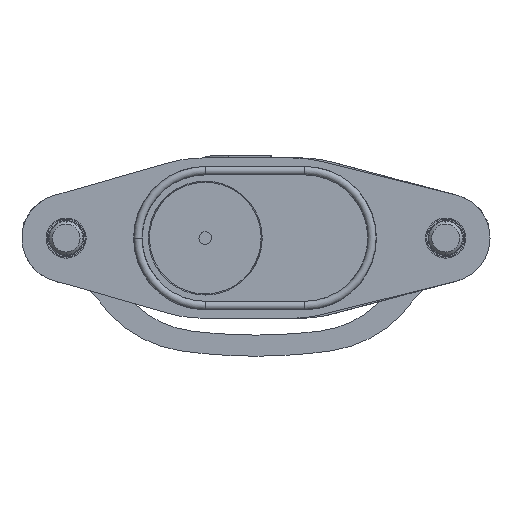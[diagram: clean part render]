
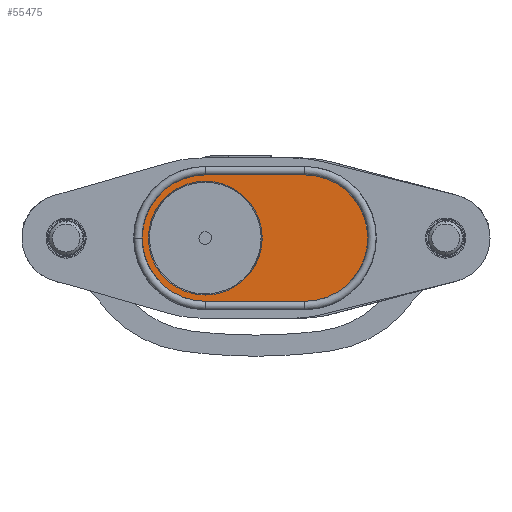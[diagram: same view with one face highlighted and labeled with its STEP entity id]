
A CAD part, front view. The second image highlights one B-rep face of the part: STEP entity #55475.
In plain terms, the highlighted planar face has unit normal (0, -1, 0).
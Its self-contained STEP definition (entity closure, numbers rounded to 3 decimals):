
#784 = DIRECTION ( 'NONE',  ( 0., 0., 1. ) ) ;
#1760 = CARTESIAN_POINT ( 'NONE',  ( -10., 0., 15. ) ) ;
#3842 = DIRECTION ( 'NONE',  ( 0., 1., 0. ) ) ;
#4312 = CARTESIAN_POINT ( 'NONE',  ( -10., 0., 0. ) ) ;
#4866 = CARTESIAN_POINT ( 'NONE',  ( -10., 0., 15. ) ) ;
#6430 = LINE ( 'NONE', #4866, #29094 ) ;
#6909 = AXIS2_PLACEMENT_3D ( 'NONE', #17189, #35369, #784 ) ;
#9602 = DIRECTION ( 'NONE',  ( 0., 0., 1. ) ) ;
#10088 = EDGE_CURVE ( 'NONE', #56757, #53432, #28528, .T. ) ;
#10113 = DIRECTION ( 'NONE',  ( 0., -1., 0. ) ) ;
#10315 = EDGE_CURVE ( 'NONE', #28085, #58056, #6430, .T. ) ;
#13873 = CARTESIAN_POINT ( 'NONE',  ( -25., 0., 0. ) ) ;
#14080 = DIRECTION ( 'NONE',  ( 0., 1., 0. ) ) ;
#14593 = CARTESIAN_POINT ( 'NONE',  ( -10., 0., -13.5 ) ) ;
#15921 = DIRECTION ( 'NONE',  ( 0., 0., -1. ) ) ;
#17017 = ORIENTED_EDGE ( 'NONE', *, *, #62832, .T. ) ;
#17189 = CARTESIAN_POINT ( 'NONE',  ( -10., 0., 0. ) ) ;
#17528 = EDGE_CURVE ( 'NONE', #28085, #63276, #56051, .T. ) ;
#17909 = VERTEX_POINT ( 'NONE', #14593 ) ;
#19848 = FACE_BOUND ( 'NONE', #68051, .T. ) ;
#19926 = DIRECTION ( 'NONE',  ( 0., 0., 1. ) ) ;
#20424 = PLANE ( 'NONE',  #21467 ) ;
#21467 = AXIS2_PLACEMENT_3D ( 'NONE', #60978, #14080, #19926 ) ;
#26348 = ORIENTED_EDGE ( 'NONE', *, *, #10088, .F. ) ;
#27089 = AXIS2_PLACEMENT_3D ( 'NONE', #4312, #10113, #15921 ) ;
#27400 = CARTESIAN_POINT ( 'NONE',  ( -10., 0., 13.5 ) ) ;
#28085 = VERTEX_POINT ( 'NONE', #1760 ) ;
#28528 = LINE ( 'NONE', #43021, #62816 ) ;
#29094 = VECTOR ( 'NONE', #62431, 1000. ) ;
#30809 = ORIENTED_EDGE ( 'NONE', *, *, #10315, .F. ) ;
#30900 = CIRCLE ( 'NONE', #66526, 15. ) ;
#31417 = DIRECTION ( 'NONE',  ( 0., 0., 1. ) ) ;
#33375 = FACE_OUTER_BOUND ( 'NONE', #46805, .T. ) ;
#35369 = DIRECTION ( 'NONE',  ( 0., 1., 0. ) ) ;
#39021 = DIRECTION ( 'NONE',  ( 0., 1., 0. ) ) ;
#39253 = VERTEX_POINT ( 'NONE', #27400 ) ;
#39792 = CIRCLE ( 'NONE', #54283, 13.5 ) ;
#43021 = CARTESIAN_POINT ( 'NONE',  ( 13.5, 0., -15. ) ) ;
#45104 = AXIS2_PLACEMENT_3D ( 'NONE', #74240, #39021, #62391 ) ;
#46805 = EDGE_LOOP ( 'NONE', ( #66341, #49526, #26348, #55230, #30809 ) ) ;
#49526 = ORIENTED_EDGE ( 'NONE', *, *, #53630, .F. ) ;
#53166 = CIRCLE ( 'NONE', #6909, 13.5 ) ;
#53432 = VERTEX_POINT ( 'NONE', #57842 ) ;
#53630 = EDGE_CURVE ( 'NONE', #53432, #63276, #30900, .T. ) ;
#54283 = AXIS2_PLACEMENT_3D ( 'NONE', #55728, #3842, #9602 ) ;
#55230 = ORIENTED_EDGE ( 'NONE', *, *, #63716, .F. ) ;
#55475 = ADVANCED_FACE ( 'NONE', ( #33375, #19848 ), #20424, .F. ) ;
#55728 = CARTESIAN_POINT ( 'NONE',  ( -10., 0., 0. ) ) ;
#56033 = CIRCLE ( 'NONE', #45104, 15. ) ;
#56051 = CIRCLE ( 'NONE', #27089, 15. ) ;
#56757 = VERTEX_POINT ( 'NONE', #59739 ) ;
#57842 = CARTESIAN_POINT ( 'NONE',  ( -10., 0., -15. ) ) ;
#58056 = VERTEX_POINT ( 'NONE', #63815 ) ;
#58118 = EDGE_CURVE ( 'NONE', #39253, #17909, #53166, .T. ) ;
#59739 = CARTESIAN_POINT ( 'NONE',  ( 13.5, 0., -15. ) ) ;
#60126 = DIRECTION ( 'NONE',  ( 0., 1., 0. ) ) ;
#60536 = DIRECTION ( 'NONE',  ( -1., 0., 0. ) ) ;
#60978 = CARTESIAN_POINT ( 'NONE',  ( -10.5, 0., 11. ) ) ;
#62391 = DIRECTION ( 'NONE',  ( 0., 0., 1. ) ) ;
#62431 = DIRECTION ( 'NONE',  ( 1., 0., 0. ) ) ;
#62816 = VECTOR ( 'NONE', #60536, 1000. ) ;
#62832 = EDGE_CURVE ( 'NONE', #17909, #39253, #39792, .T. ) ;
#63276 = VERTEX_POINT ( 'NONE', #13873 ) ;
#63716 = EDGE_CURVE ( 'NONE', #58056, #56757, #56033, .T. ) ;
#63815 = CARTESIAN_POINT ( 'NONE',  ( 13.5, 0., 15. ) ) ;
#65935 = ORIENTED_EDGE ( 'NONE', *, *, #58118, .T. ) ;
#66341 = ORIENTED_EDGE ( 'NONE', *, *, #17528, .T. ) ;
#66526 = AXIS2_PLACEMENT_3D ( 'NONE', #71734, #60126, #31417 ) ;
#68051 = EDGE_LOOP ( 'NONE', ( #17017, #65935 ) ) ;
#71734 = CARTESIAN_POINT ( 'NONE',  ( -10., 0., 0. ) ) ;
#74240 = CARTESIAN_POINT ( 'NONE',  ( 13.5, 0., 0. ) ) ;
